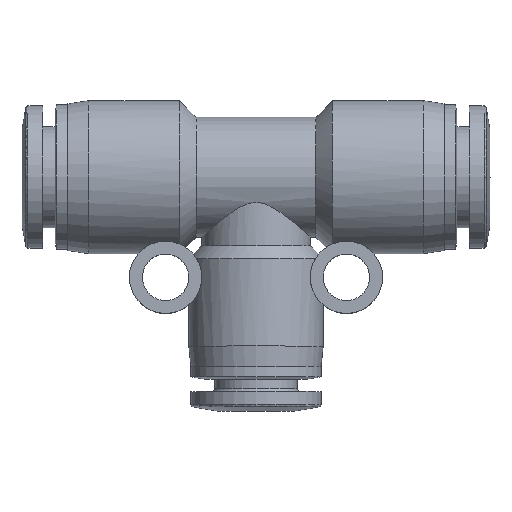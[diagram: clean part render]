
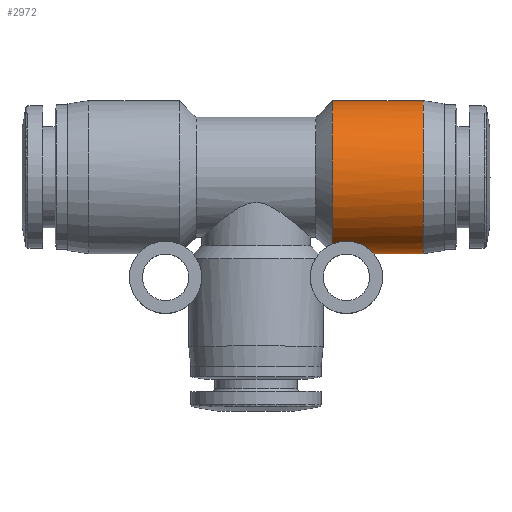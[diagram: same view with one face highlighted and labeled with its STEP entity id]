
A CAD part, top view. The second image highlights one B-rep face of the part: STEP entity #2972.
In plain terms, the highlighted cylindrical face has radius 7.4 mm (diameter 14.8 mm), a partial arc.
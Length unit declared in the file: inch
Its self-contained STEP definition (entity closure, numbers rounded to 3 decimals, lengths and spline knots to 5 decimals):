
#103 = EDGE_LOOP ( 'NONE', ( #1206, #1019, #785, #1296, #3606 ) ) ;
#195 = VECTOR ( 'NONE', #2535, 39.37008 ) ;
#204 = CARTESIAN_POINT ( 'NONE',  ( 0.32686, -0.24511, 0.15748 ) ) ;
#220 = CARTESIAN_POINT ( 'NONE',  ( 0.43813, -0.28074, 0.07867 ) ) ;
#256 = EDGE_CURVE ( 'NONE', #1009, #1915, #1053, .T. ) ;
#278 = CARTESIAN_POINT ( 'NONE',  ( 0.46457, 0., 0. ) ) ;
#314 = CARTESIAN_POINT ( 'NONE',  ( 0.29134, 0.29134, 0. ) ) ;
#315 = VERTEX_POINT ( 'NONE', #1575 ) ;
#339 = EDGE_CURVE ( 'NONE', #1050, #315, #961, .T. ) ;
#492 = LINE ( 'NONE', #2481, #1349 ) ;
#511 = CARTESIAN_POINT ( 'NONE',  ( 0.3441, -0.24397, 0.15923 ) ) ;
#528 = CARTESIAN_POINT ( 'NONE',  ( 0.44532, -0.28795, 0.04575 ) ) ;
#594 = DIRECTION ( 'NONE',  ( 0., 1., 0. ) ) ;
#683 = B_SPLINE_CURVE_WITH_KNOTS ( 'NONE', 3,
 ( #1134, #3345, #1747, #3613, #2034, #204, #2314, #511, #2581, #849, #2843, #1160, #3114, #1470, #3358, #1761, #3630, #2046, #220, #2328, #528, #2593, #865, #2858 ),
 .UNSPECIFIED., .F., .F.,
 ( 4, 2, 2, 2, 2, 2, 2, 2, 2, 2, 2, 4 ),
 ( 0., 0.00044, 0.00088, 0.00132, 0.00176, 0.0022, 0.00264, 0.00352, 0.0044, 0.00527, 0.00615, 0.00703 ),
 .UNSPECIFIED. ) ;
#745 = LINE ( 'NONE', #3583, #195 ) ;
#785 = ORIENTED_EDGE ( 'NONE', *, *, #339, .F. ) ;
#849 = CARTESIAN_POINT ( 'NONE',  ( 0.36132, -0.24501, 0.15764 ) ) ;
#865 = CARTESIAN_POINT ( 'NONE',  ( 0.44835, -0.29134, 0.01148 ) ) ;
#961 = CIRCLE ( 'NONE', #3308, 0.29134 ) ;
#1009 = VERTEX_POINT ( 'NONE', #314 ) ;
#1019 = ORIENTED_EDGE ( 'NONE', *, *, #2762, .T. ) ;
#1050 = VERTEX_POINT ( 'NONE', #1864 ) ;
#1053 = CIRCLE ( 'NONE', #1310, 0.29134 ) ;
#1134 = CARTESIAN_POINT ( 'NONE',  ( 0.29134, -0.25476, 0.14134 ) ) ;
#1160 = CARTESIAN_POINT ( 'NONE',  ( 0.3778, -0.24807, 0.15279 ) ) ;
#1206 = ORIENTED_EDGE ( 'NONE', *, *, #3714, .T. ) ;
#1296 = ORIENTED_EDGE ( 'NONE', *, *, #1395, .F. ) ;
#1310 = AXIS2_PLACEMENT_3D ( 'NONE', #2898, #2937, #2926 ) ;
#1331 = VERTEX_POINT ( 'NONE', #1492 ) ;
#1349 = VECTOR ( 'NONE', #1753, 39.37008 ) ;
#1395 = EDGE_CURVE ( 'NONE', #1009, #1050, #492, .T. ) ;
#1470 = CARTESIAN_POINT ( 'NONE',  ( 0.39754, -0.2543, 0.1423 ) ) ;
#1492 = CARTESIAN_POINT ( 'NONE',  ( 0.44835, -0.29134, 0. ) ) ;
#1548 = DIRECTION ( 'NONE',  ( 0., 1., 0. ) ) ;
#1556 = DIRECTION ( 'NONE',  ( 1., 0., 0. ) ) ;
#1559 = DIRECTION ( 'NONE',  ( 1., 0., 0. ) ) ;
#1575 = CARTESIAN_POINT ( 'NONE',  ( 0.6378, -0.29134, 0. ) ) ;
#1706 = CARTESIAN_POINT ( 'NONE',  ( 0.6378, 0., 0. ) ) ;
#1747 = CARTESIAN_POINT ( 'NONE',  ( 0.30046, -0.25121, 0.14757 ) ) ;
#1753 = DIRECTION ( 'NONE',  ( 1., 0., 0. ) ) ;
#1761 = CARTESIAN_POINT ( 'NONE',  ( 0.41995, -0.26631, 0.11849 ) ) ;
#1792 = FACE_OUTER_BOUND ( 'NONE', #103, .T. ) ;
#1864 = CARTESIAN_POINT ( 'NONE',  ( 0.6378, 0.29134, 0. ) ) ;
#1915 = VERTEX_POINT ( 'NONE', #3438 ) ;
#1941 = AXIS2_PLACEMENT_3D ( 'NONE', #278, #1556, #594 ) ;
#2034 = CARTESIAN_POINT ( 'NONE',  ( 0.31586, -0.24699, 0.15453 ) ) ;
#2046 = CARTESIAN_POINT ( 'NONE',  ( 0.43467, -0.27754, 0.08924 ) ) ;
#2314 = CARTESIAN_POINT ( 'NONE',  ( 0.3325, -0.24449, 0.15843 ) ) ;
#2328 = CARTESIAN_POINT ( 'NONE',  ( 0.44344, -0.28593, 0.057 ) ) ;
#2481 = CARTESIAN_POINT ( 'NONE',  ( 0.46457, 0.29134, 0. ) ) ;
#2535 = DIRECTION ( 'NONE',  ( 1., 0., 0. ) ) ;
#2581 = CARTESIAN_POINT ( 'NONE',  ( 0.34993, -0.24408, 0.15907 ) ) ;
#2593 = CARTESIAN_POINT ( 'NONE',  ( 0.44778, -0.29066, 0.02293 ) ) ;
#2762 = EDGE_CURVE ( 'NONE', #1331, #315, #745, .T. ) ;
#2843 = CARTESIAN_POINT ( 'NONE',  ( 0.36701, -0.24584, 0.15636 ) ) ;
#2858 = CARTESIAN_POINT ( 'NONE',  ( 0.44835, -0.29134, 0. ) ) ;
#2898 = CARTESIAN_POINT ( 'NONE',  ( 0.29134, 0., 0. ) ) ;
#2926 = DIRECTION ( 'NONE',  ( 0., 1., 0. ) ) ;
#2937 = DIRECTION ( 'NONE',  ( 1., 0., 0. ) ) ;
#2972 = ADVANCED_FACE ( 'NONE', ( #1792 ), #3058, .T. ) ;
#3058 = CYLINDRICAL_SURFACE ( 'NONE', #1941, 0.29134 ) ;
#3114 = CARTESIAN_POINT ( 'NONE',  ( 0.38292, -0.24946, 0.15052 ) ) ;
#3308 = AXIS2_PLACEMENT_3D ( 'NONE', #1706, #1559, #1548 ) ;
#3345 = CARTESIAN_POINT ( 'NONE',  ( 0.29576, -0.25291, 0.14467 ) ) ;
#3358 = CARTESIAN_POINT ( 'NONE',  ( 0.40593, -0.25829, 0.1351 ) ) ;
#3438 = CARTESIAN_POINT ( 'NONE',  ( 0.29134, -0.25476, 0.14134 ) ) ;
#3583 = CARTESIAN_POINT ( 'NONE',  ( 0.46457, -0.29134, 0. ) ) ;
#3606 = ORIENTED_EDGE ( 'NONE', *, *, #256, .T. ) ;
#3613 = CARTESIAN_POINT ( 'NONE',  ( 0.31047, -0.24826, 0.1525 ) ) ;
#3630 = CARTESIAN_POINT ( 'NONE',  ( 0.42552, -0.27029, 0.10925 ) ) ;
#3714 = EDGE_CURVE ( 'NONE', #1915, #1331, #683, .T. ) ;
